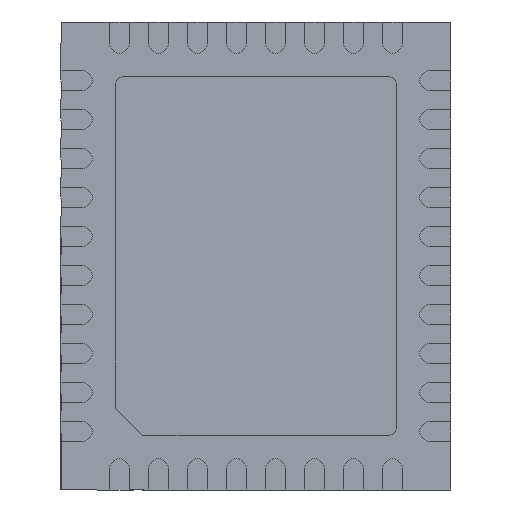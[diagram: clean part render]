
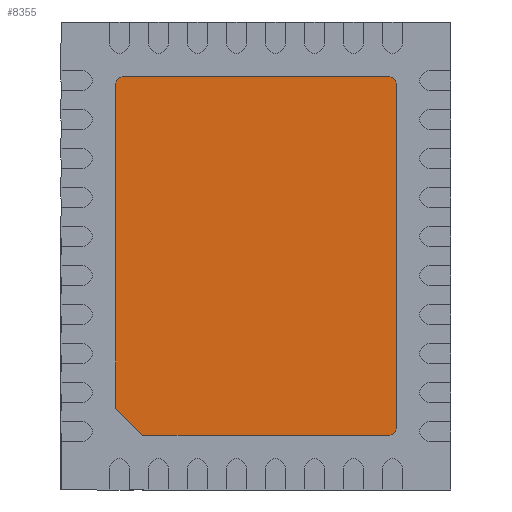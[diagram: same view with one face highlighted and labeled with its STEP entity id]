
A CAD part, front view. The second image highlights one B-rep face of the part: STEP entity #8355.
In plain terms, the highlighted planar face has unit normal (0, -1, 0).
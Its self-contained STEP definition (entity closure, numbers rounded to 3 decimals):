
#22 = VERTEX_POINT ( 'NONE', #1171 ) ;
#63 = EDGE_CURVE ( 'NONE', #8929, #1623, #1477, .T. ) ;
#233 = VERTEX_POINT ( 'NONE', #787 ) ;
#272 = CARTESIAN_POINT ( 'NONE',  ( -1.8, 0., -1.95 ) ) ;
#359 = DIRECTION ( 'NONE',  ( 0., 0., -1. ) ) ;
#675 = DIRECTION ( 'NONE',  ( 1., 0., 0. ) ) ;
#787 = CARTESIAN_POINT ( 'NONE',  ( 1.8, 0., 2.2 ) ) ;
#902 = EDGE_CURVE ( 'NONE', #11915, #7438, #4875, .T. ) ;
#1034 = DIRECTION ( 'NONE',  ( -1., 0., 0. ) ) ;
#1171 = CARTESIAN_POINT ( 'NONE',  ( -1.45, 0., -2.3 ) ) ;
#1477 = CIRCLE ( 'NONE', #2076, 0.1 ) ;
#1623 = VERTEX_POINT ( 'NONE', #11671 ) ;
#1818 = DIRECTION ( 'NONE',  ( -0.707, 0., 0.707 ) ) ;
#1828 = AXIS2_PLACEMENT_3D ( 'NONE', #6090, #2345, #2515 ) ;
#1986 = EDGE_CURVE ( 'NONE', #22, #8929, #9419, .T. ) ;
#2076 = AXIS2_PLACEMENT_3D ( 'NONE', #8909, #5110, #359 ) ;
#2161 = EDGE_CURVE ( 'NONE', #233, #3672, #2604, .T. ) ;
#2280 = FACE_OUTER_BOUND ( 'NONE', #4553, .T. ) ;
#2345 = DIRECTION ( 'NONE',  ( 0., -1., 0. ) ) ;
#2515 = DIRECTION ( 'NONE',  ( 0., 0., -1. ) ) ;
#2604 = CIRCLE ( 'NONE', #9583, 0.1 ) ;
#3433 = CARTESIAN_POINT ( 'NONE',  ( 1.7, 0., 2.2 ) ) ;
#3672 = VERTEX_POINT ( 'NONE', #8338 ) ;
#4448 = CARTESIAN_POINT ( 'NONE',  ( -3.825, 0., 0.075 ) ) ;
#4481 = LINE ( 'NONE', #7868, #6898 ) ;
#4553 = EDGE_LOOP ( 'NONE', ( #5560, #10560, #9118, #6819, #10319, #9643, #8217, #5251 ) ) ;
#4875 = CIRCLE ( 'NONE', #11868, 0.1 ) ;
#5110 = DIRECTION ( 'NONE',  ( 0., -1., 0. ) ) ;
#5251 = ORIENTED_EDGE ( 'NONE', *, *, #9240, .T. ) ;
#5270 = CARTESIAN_POINT ( 'NONE',  ( -1.8, 0., 2.2 ) ) ;
#5344 = LINE ( 'NONE', #6224, #7494 ) ;
#5350 = CARTESIAN_POINT ( 'NONE',  ( -1.7, 0., 2.3 ) ) ;
#5560 = ORIENTED_EDGE ( 'NONE', *, *, #7732, .F. ) ;
#5674 = CARTESIAN_POINT ( 'NONE',  ( 1.7, 0., -2.3 ) ) ;
#5735 = VECTOR ( 'NONE', #1818, 1000. ) ;
#5989 = DIRECTION ( 'NONE',  ( 0., 0., -1. ) ) ;
#6085 = DIRECTION ( 'NONE',  ( 0., 0., -1. ) ) ;
#6090 = CARTESIAN_POINT ( 'NONE',  ( -1.7, 0., 2.2 ) ) ;
#6224 = CARTESIAN_POINT ( 'NONE',  ( -1.8, 0., -2.3 ) ) ;
#6728 = LINE ( 'NONE', #9590, #10114 ) ;
#6819 = ORIENTED_EDGE ( 'NONE', *, *, #7954, .T. ) ;
#6898 = VECTOR ( 'NONE', #8290, 1000. ) ;
#7060 = DIRECTION ( 'NONE',  ( 0., -1., 0. ) ) ;
#7401 = VERTEX_POINT ( 'NONE', #272 ) ;
#7438 = VERTEX_POINT ( 'NONE', #5270 ) ;
#7494 = VECTOR ( 'NONE', #5989, 1000. ) ;
#7732 = EDGE_CURVE ( 'NONE', #22, #7401, #9307, .T. ) ;
#7868 = CARTESIAN_POINT ( 'NONE',  ( 1.8, 0., -2.2 ) ) ;
#7899 = CARTESIAN_POINT ( 'NONE',  ( -1.7, 0., 2.2 ) ) ;
#7954 = EDGE_CURVE ( 'NONE', #1623, #233, #4481, .T. ) ;
#8202 = VECTOR ( 'NONE', #675, 1000. ) ;
#8217 = ORIENTED_EDGE ( 'NONE', *, *, #902, .T. ) ;
#8290 = DIRECTION ( 'NONE',  ( 0., 0., 1. ) ) ;
#8338 = CARTESIAN_POINT ( 'NONE',  ( 1.7, 0., 2.3 ) ) ;
#8355 = ADVANCED_FACE ( 'NONE', ( #2280 ), #11908, .T. ) ;
#8909 = CARTESIAN_POINT ( 'NONE',  ( 1.7, 0., -2.2 ) ) ;
#8929 = VERTEX_POINT ( 'NONE', #12139 ) ;
#9118 = ORIENTED_EDGE ( 'NONE', *, *, #63, .T. ) ;
#9240 = EDGE_CURVE ( 'NONE', #7438, #7401, #5344, .T. ) ;
#9307 = LINE ( 'NONE', #4448, #5735 ) ;
#9419 = LINE ( 'NONE', #5674, #8202 ) ;
#9583 = AXIS2_PLACEMENT_3D ( 'NONE', #3433, #7060, #11042 ) ;
#9590 = CARTESIAN_POINT ( 'NONE',  ( 1.7, 0., 2.3 ) ) ;
#9643 = ORIENTED_EDGE ( 'NONE', *, *, #10882, .T. ) ;
#10114 = VECTOR ( 'NONE', #1034, 1000. ) ;
#10319 = ORIENTED_EDGE ( 'NONE', *, *, #2161, .T. ) ;
#10560 = ORIENTED_EDGE ( 'NONE', *, *, #1986, .T. ) ;
#10882 = EDGE_CURVE ( 'NONE', #3672, #11915, #6728, .T. ) ;
#11042 = DIRECTION ( 'NONE',  ( 0., 0., 1. ) ) ;
#11671 = CARTESIAN_POINT ( 'NONE',  ( 1.8, 0., -2.2 ) ) ;
#11719 = DIRECTION ( 'NONE',  ( 0., -1., 0. ) ) ;
#11868 = AXIS2_PLACEMENT_3D ( 'NONE', #7899, #11719, #6085 ) ;
#11908 = PLANE ( 'NONE',  #1828 ) ;
#11915 = VERTEX_POINT ( 'NONE', #5350 ) ;
#12139 = CARTESIAN_POINT ( 'NONE',  ( 1.7, 0., -2.3 ) ) ;
